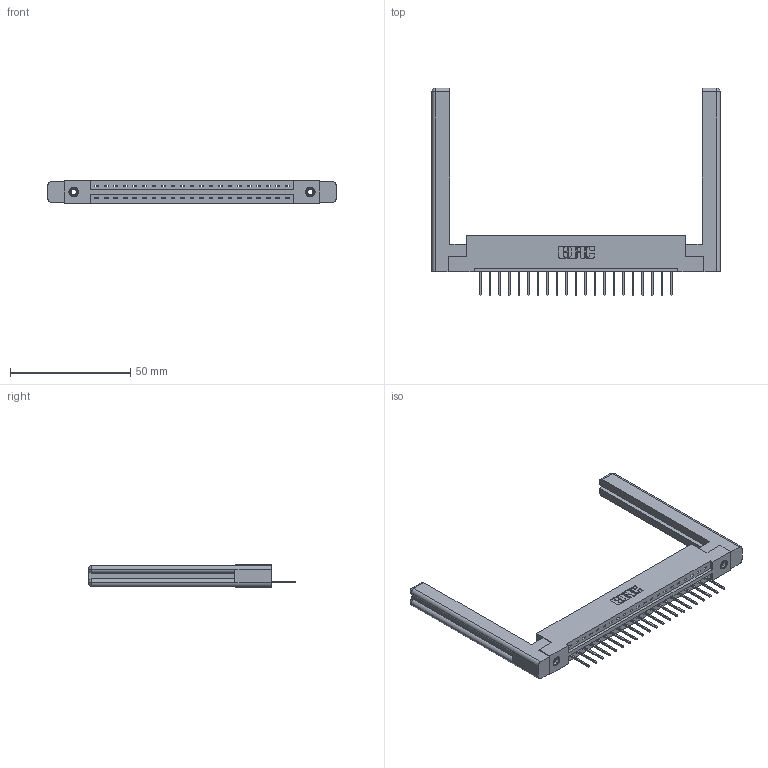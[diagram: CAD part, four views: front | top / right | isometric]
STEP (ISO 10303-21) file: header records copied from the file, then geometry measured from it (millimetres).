
FILE_DESCRIPTION (( 'STEP AP203' ), '1' );
FILE_NAME ('387-021-523-158.STEP', '2019-10-02T23:38:42', ( '' ), ( '' ), 'SwSTEP 2.0', 'SolidWorks 2016', '' );
FILE_SCHEMA (( 'CONFIG_CONTROL_DESIGN' ));
Length unit declared in the file: inch
Products named in the file (5): 337 Part_Flush Mounting Lugs - 0.156 Dia-TI; 387-021-523-158; 345-292-001_345-293-123; 345-250-001_345-250-001-102; 307-220-058
Assembly tree (26 placements, depth 2):
  387-021-523-158
    337 Part_Flush Mounting Lugs - 0.156 Dia-TI
    345-292-001_345-293-123  x21
    345-250-001_345-250-001-102  x2
    307-220-058  x2
Bounding box: 119.84 x 86.24 x 9.4 mm (x, y, z)
Volume: 19346.3 mm3; surface area: 17705.5 mm2
Topology: 26 solids, 26 shells, 1558 faces, 4613 edges, 3034 vertices
Faces by surface type: plane 1120, cylinder 414, cone 12, torus 12
Entity records: 20978 total; most frequent: CARTESIAN_POINT 3652, ORIENTED_EDGE 3548, DIRECTION 3136, EDGE_CURVE 1774, LINE 1598, VECTOR 1598, VERTEX_POINT 1174, AXIS2_PLACEMENT_3D 769
